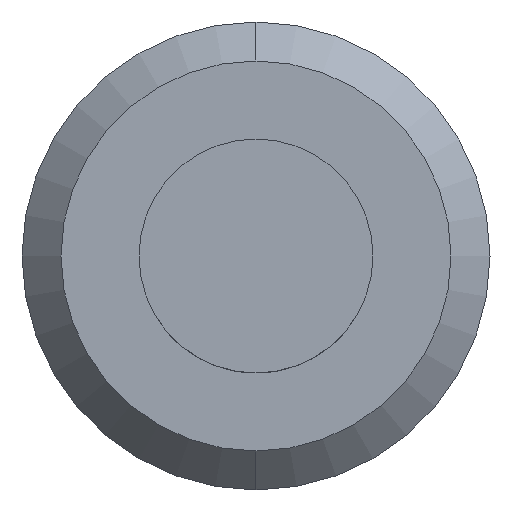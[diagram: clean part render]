
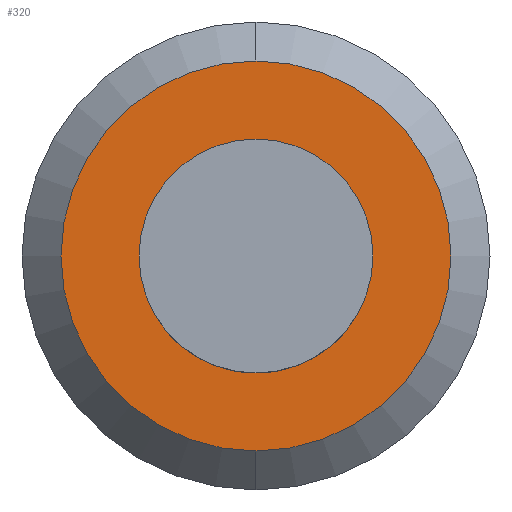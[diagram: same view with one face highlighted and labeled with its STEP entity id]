
A CAD part, left-side view. The second image highlights one B-rep face of the part: STEP entity #320.
In plain terms, the highlighted planar face has unit normal (-1, 0, 0).
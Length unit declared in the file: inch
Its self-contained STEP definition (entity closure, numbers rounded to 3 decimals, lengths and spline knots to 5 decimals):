
#44 = AXIS2_PLACEMENT_3D ( 'NONE', #606, #203, #593 ) ;
#50 = FACE_BOUND ( 'NONE', #499, .T. ) ;
#120 = CIRCLE ( 'NONE', #487, 0.04921 ) ;
#140 = ORIENTED_EDGE ( 'NONE', *, *, #879, .F. ) ;
#162 = CIRCLE ( 'NONE', #866, 0.02953 ) ;
#203 = DIRECTION ( 'NONE',  ( -1., 0., 0. ) ) ;
#225 = VERTEX_POINT ( 'NONE', #246 ) ;
#246 = CARTESIAN_POINT ( 'NONE',  ( 0., 0., -0.04921 ) ) ;
#320 = ADVANCED_FACE ( 'NONE', ( #904, #50 ), #566, .T. ) ;
#346 = DIRECTION ( 'NONE',  ( 0., 0., 1. ) ) ;
#349 = ORIENTED_EDGE ( 'NONE', *, *, #889, .F. ) ;
#350 = DIRECTION ( 'NONE',  ( -1., 0., 0. ) ) ;
#351 = CARTESIAN_POINT ( 'NONE',  ( 0., 0., 0. ) ) ;
#369 = CARTESIAN_POINT ( 'NONE',  ( 0., 0., 0.04921 ) ) ;
#374 = DIRECTION ( 'NONE',  ( -1., 0., 0. ) ) ;
#376 = CIRCLE ( 'NONE', #44, 0.02953 ) ;
#390 = VERTEX_POINT ( 'NONE', #504 ) ;
#417 = CARTESIAN_POINT ( 'NONE',  ( 0., -0.02953, 0. ) ) ;
#455 = EDGE_LOOP ( 'NONE', ( #909, #672 ) ) ;
#487 = AXIS2_PLACEMENT_3D ( 'NONE', #351, #350, #346 ) ;
#491 = CARTESIAN_POINT ( 'NONE',  ( 0., 0., 0. ) ) ;
#499 = EDGE_LOOP ( 'NONE', ( #349, #140 ) ) ;
#504 = CARTESIAN_POINT ( 'NONE',  ( 0., 0.02953, 0. ) ) ;
#529 = VERTEX_POINT ( 'NONE', #417 ) ;
#539 = DIRECTION ( 'NONE',  ( 0., 0., 1. ) ) ;
#561 = DIRECTION ( 'NONE',  ( 0., 0., 1. ) ) ;
#566 = PLANE ( 'NONE',  #597 ) ;
#582 = CARTESIAN_POINT ( 'NONE',  ( 0., 0., 0.03051 ) ) ;
#593 = DIRECTION ( 'NONE',  ( 0., -1., 0. ) ) ;
#597 = AXIS2_PLACEMENT_3D ( 'NONE', #582, #659, #561 ) ;
#606 = CARTESIAN_POINT ( 'NONE',  ( 0., 0., 0. ) ) ;
#617 = VERTEX_POINT ( 'NONE', #369 ) ;
#659 = DIRECTION ( 'NONE',  ( -1., 0., 0. ) ) ;
#661 = EDGE_CURVE ( 'NONE', #617, #225, #120, .T. ) ;
#672 = ORIENTED_EDGE ( 'NONE', *, *, #661, .T. ) ;
#693 = DIRECTION ( 'NONE',  ( 0., -1., 0. ) ) ;
#711 = CARTESIAN_POINT ( 'NONE',  ( 0., 0., 0. ) ) ;
#714 = DIRECTION ( 'NONE',  ( -1., 0., 0. ) ) ;
#831 = CIRCLE ( 'NONE', #837, 0.04921 ) ;
#837 = AXIS2_PLACEMENT_3D ( 'NONE', #491, #374, #539 ) ;
#866 = AXIS2_PLACEMENT_3D ( 'NONE', #711, #714, #693 ) ;
#879 = EDGE_CURVE ( 'NONE', #390, #529, #376, .T. ) ;
#889 = EDGE_CURVE ( 'NONE', #529, #390, #162, .T. ) ;
#904 = FACE_OUTER_BOUND ( 'NONE', #455, .T. ) ;
#909 = ORIENTED_EDGE ( 'NONE', *, *, #936, .T. ) ;
#936 = EDGE_CURVE ( 'NONE', #225, #617, #831, .T. ) ;
